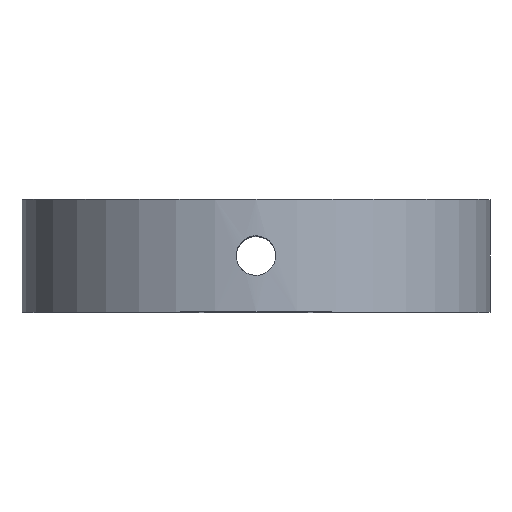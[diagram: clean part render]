
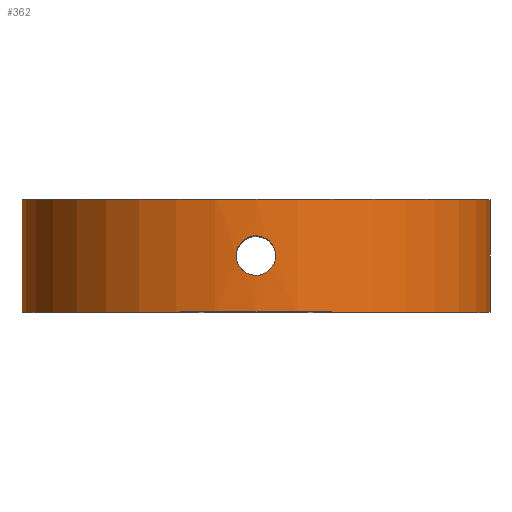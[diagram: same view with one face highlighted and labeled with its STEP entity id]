
A CAD part, top view. The second image highlights one B-rep face of the part: STEP entity #362.
In plain terms, the highlighted cylindrical face has radius 20.75 mm (diameter 41.5 mm), a partial arc.
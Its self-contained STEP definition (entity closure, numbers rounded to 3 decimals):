
#58=CARTESIAN_POINT('Control Point',(-1.75,5.,20.676)) ;
#59=CARTESIAN_POINT('Control Point',(-1.75,4.552,20.676)) ;
#60=CARTESIAN_POINT('Control Point',(-1.607,4.104,20.688)) ;
#61=CARTESIAN_POINT('Control Point',(-1.319,3.718,20.713)) ;
#62=CARTESIAN_POINT('Control Point',(-0.737,3.319,20.744)) ;
#63=CARTESIAN_POINT('Control Point',(-0.062,3.229,20.752)) ;
#64=CARTESIAN_POINT('Control Point',(0.167,3.236,20.751)) ;
#65=CARTESIAN_POINT('Control Point',(0.815,3.362,20.74)) ;
#66=CARTESIAN_POINT('Control Point',(1.358,3.772,20.71)) ;
#67=CARTESIAN_POINT('Control Point',(1.62,4.145,20.687)) ;
#68=CARTESIAN_POINT('Control Point',(1.75,4.573,20.676)) ;
#69=CARTESIAN_POINT('Control Point',(1.75,5.,20.676)) ;
#70=CARTESIAN_POINT('Vertex',(-1.75,5.,20.676)) ;
#72=CARTESIAN_POINT('Vertex',(1.75,5.,20.676)) ;
#305=CARTESIAN_POINT('Axis2P3D Location',(0.,5.,0.)) ;
#310=CARTESIAN_POINT('Line Origine',(-20.75,5.,0.)) ;
#314=CARTESIAN_POINT('Vertex',(-20.75,0.,0.)) ;
#316=CARTESIAN_POINT('Vertex',(-20.75,10.,0.)) ;
#319=CARTESIAN_POINT('Axis2P3D Location',(0.,0.,0.)) ;
#323=CARTESIAN_POINT('Vertex',(20.75,0.,0.)) ;
#326=CARTESIAN_POINT('Line Origine',(20.75,5.,0.)) ;
#330=CARTESIAN_POINT('Vertex',(20.75,10.,0.)) ;
#333=CARTESIAN_POINT('Axis2P3D Location',(0.,10.,0.)) ;
#345=CARTESIAN_POINT('Control Point',(1.75,5.,20.676)) ;
#346=CARTESIAN_POINT('Control Point',(1.75,5.448,20.676)) ;
#347=CARTESIAN_POINT('Control Point',(1.607,5.896,20.688)) ;
#348=CARTESIAN_POINT('Control Point',(1.319,6.282,20.713)) ;
#349=CARTESIAN_POINT('Control Point',(0.737,6.681,20.744)) ;
#350=CARTESIAN_POINT('Control Point',(0.062,6.771,20.752)) ;
#351=CARTESIAN_POINT('Control Point',(-0.167,6.764,20.751)) ;
#352=CARTESIAN_POINT('Control Point',(-0.815,6.638,20.74)) ;
#353=CARTESIAN_POINT('Control Point',(-1.358,6.228,20.71)) ;
#354=CARTESIAN_POINT('Control Point',(-1.62,5.855,20.687)) ;
#355=CARTESIAN_POINT('Control Point',(-1.75,5.427,20.676)) ;
#356=CARTESIAN_POINT('Control Point',(-1.75,5.,20.676)) ;
#306=DIRECTION('Axis2P3D Direction',(0.,1.,0.)) ;
#307=DIRECTION('Axis2P3D XDirection',(-1.,0.,0.)) ;
#311=DIRECTION('Vector Direction',(0.,1.,0.)) ;
#320=DIRECTION('Axis2P3D Direction',(0.,1.,0.)) ;
#327=DIRECTION('Vector Direction',(0.,1.,0.)) ;
#334=DIRECTION('Axis2P3D Direction',(0.,1.,0.)) ;
#308=AXIS2_PLACEMENT_3D('Cylinder Axis2P3D',#305,#306,#307) ;
#321=AXIS2_PLACEMENT_3D('Circle Axis2P3D',#319,#320,$) ;
#335=AXIS2_PLACEMENT_3D('Circle Axis2P3D',#333,#334,$) ;
#339=ORIENTED_EDGE('',*,*,#318,.F.) ;
#340=ORIENTED_EDGE('',*,*,#325,.T.) ;
#341=ORIENTED_EDGE('',*,*,#332,.T.) ;
#342=ORIENTED_EDGE('',*,*,#337,.F.) ;
#359=ORIENTED_EDGE('',*,*,#357,.F.) ;
#360=ORIENTED_EDGE('',*,*,#74,.F.) ;
#361=FACE_BOUND('',#358,.T.) ;
#312=VECTOR('Line Direction',#311,1.) ;
#328=VECTOR('Line Direction',#327,1.) ;
#362=ADVANCED_FACE('Corps principal',(#343,#361),#309,.T.) ;
#57=B_SPLINE_CURVE_WITH_KNOTS('',5,(#58,#59,#60,#61,#62,#63,#64,#65,#66,#67,#68,#69),.UNSPECIFIED.,.F.,.U.,(6,3,3,6),(0.,3.168,4.757,7.778),.UNSPECIFIED.) ;
#344=B_SPLINE_CURVE_WITH_KNOTS('',5,(#345,#346,#347,#348,#349,#350,#351,#352,#353,#354,#355,#356),.UNSPECIFIED.,.F.,.U.,(6,3,3,6),(0.,3.168,4.757,7.778),.UNSPECIFIED.) ;
#322=CIRCLE('generated circle',#321,20.75) ;
#336=CIRCLE('generated circle',#335,20.75) ;
#309=CYLINDRICAL_SURFACE('generated cylinder',#308,20.75) ;
#74=EDGE_CURVE('',#71,#73,#57,.T.) ;
#318=EDGE_CURVE('',#315,#317,#313,.T.) ;
#325=EDGE_CURVE('',#315,#324,#322,.T.) ;
#332=EDGE_CURVE('',#324,#331,#329,.T.) ;
#337=EDGE_CURVE('',#317,#331,#336,.T.) ;
#357=EDGE_CURVE('',#73,#71,#344,.T.) ;
#338=EDGE_LOOP('',(#339,#340,#341,#342)) ;
#358=EDGE_LOOP('',(#359,#360)) ;
#343=FACE_OUTER_BOUND('',#338,.T.) ;
#313=LINE('Line',#310,#312) ;
#329=LINE('Line',#326,#328) ;
#71=VERTEX_POINT('',#70) ;
#73=VERTEX_POINT('',#72) ;
#315=VERTEX_POINT('',#314) ;
#317=VERTEX_POINT('',#316) ;
#324=VERTEX_POINT('',#323) ;
#331=VERTEX_POINT('',#330) ;
